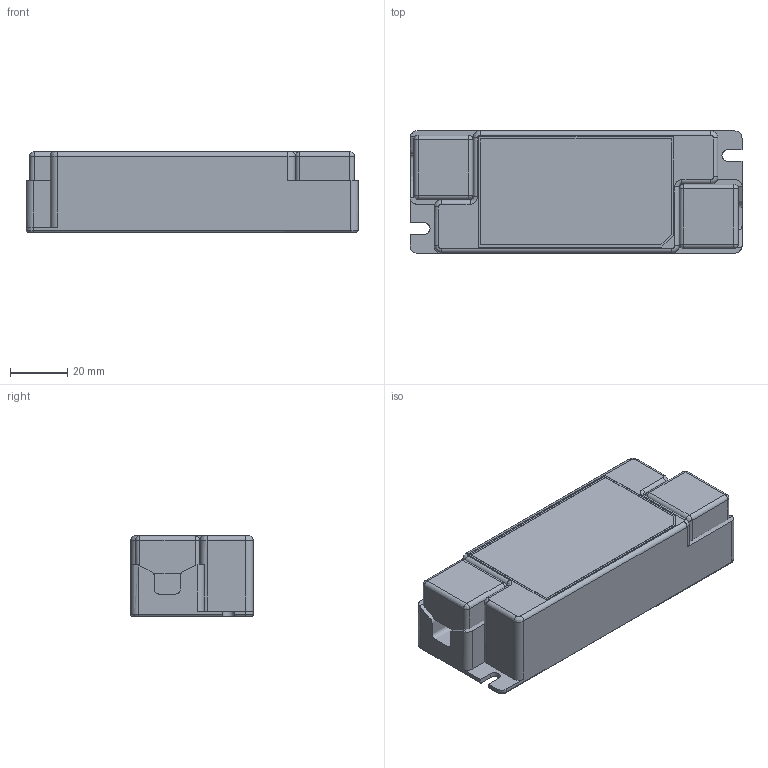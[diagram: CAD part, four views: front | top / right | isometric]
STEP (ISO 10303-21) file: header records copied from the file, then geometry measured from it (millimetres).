
FILE_DESCRIPTION(/* description */ (''),/* implementation_level */ '2;1');
FILE_NAME(/* name */ 'LS-12~2',/* time_stamp */ '2023-05-18T08:54:16+08:00',/* author */ (''),/* organization */ (''),/* preprocessor_version */ 'ST-DEVELOPER v16.5',/* originating_system */ '',/* authorisation */ '');
FILE_SCHEMA (('AUTOMOTIVE_DESIGN'));
Length unit declared in the file: millimetre
Products named in the file (1): Document
Bounding box: 116 x 42.7 x 28 mm (x, y, z)
Volume: 127042.1 mm3; surface area: 22579.6 mm2
Topology: 3 solids, 3 shells, 118 faces, 282 edges, 172 vertices
Faces by surface type: bspline 68, plane 50
Entity records: 4665 total; most frequent: CARTESIAN_POINT 2936, ORIENTED_EDGE 564, EDGE_CURVE 282, B_SPLINE_CURVE_WITH_KNOTS 172, VERTEX_POINT 172, EDGE_LOOP 120, ADVANCED_FACE 118, FACE_OUTER_BOUND 118
